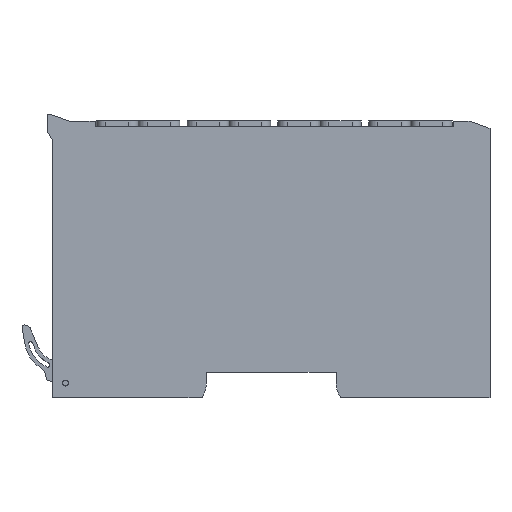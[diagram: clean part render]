
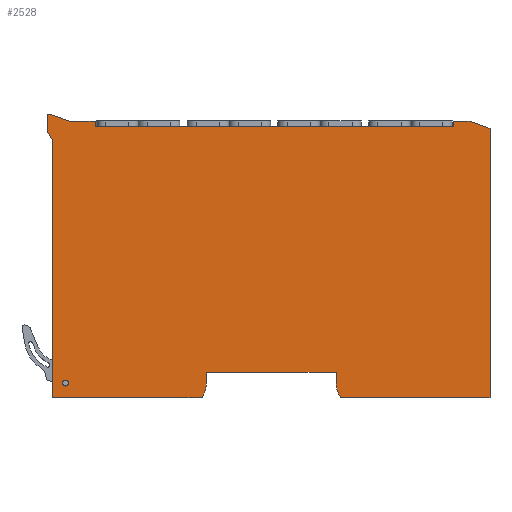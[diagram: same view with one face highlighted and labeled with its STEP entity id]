
A CAD part, left-side view. The second image highlights one B-rep face of the part: STEP entity #2528.
In plain terms, the highlighted planar face has unit normal (-1, 0, 0).
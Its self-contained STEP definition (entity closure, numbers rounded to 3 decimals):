
#61=AXIS2_PLACEMENT_3D('Circle Axis2P3D',#59,#60,$) ;
#86=AXIS2_PLACEMENT_3D('Circle Axis2P3D',#84,#85,$) ;
#379=AXIS2_PLACEMENT_3D('Circle Axis2P3D',#377,#378,$) ;
#443=AXIS2_PLACEMENT_3D('Circle Axis2P3D',#441,#442,$) ;
#644=AXIS2_PLACEMENT_3D('Circle Axis2P3D',#642,#643,$) ;
#772=AXIS2_PLACEMENT_3D('Circle Axis2P3D',#770,#771,$) ;
#2499=AXIS2_PLACEMENT_3D('Plane Axis2P3D',#2496,#2497,#2498) ;
#42=CARTESIAN_POINT('Vertex',(0.,115.2,4.)) ;
#56=CARTESIAN_POINT('Vertex',(0.,116.8,4.)) ;
#59=CARTESIAN_POINT('Axis2P3D Location',(0.,116.,4.)) ;
#84=CARTESIAN_POINT('Axis2P3D Location',(0.,116.,4.)) ;
#182=CARTESIAN_POINT('Vertex',(0.,10.,75.55)) ;
#196=CARTESIAN_POINT('Vertex',(0.,10.,74.05)) ;
#199=CARTESIAN_POINT('Line Origine',(0.,10.,74.8)) ;
#217=CARTESIAN_POINT('Line Origine',(0.,58.95,74.05)) ;
#221=CARTESIAN_POINT('Vertex',(0.,107.9,74.05)) ;
#253=CARTESIAN_POINT('Vertex',(0.,107.9,75.55)) ;
#258=CARTESIAN_POINT('Line Origine',(0.,107.9,74.8)) ;
#287=CARTESIAN_POINT('Vertex',(0.,114.91,75.55)) ;
#290=CARTESIAN_POINT('Line Origine',(0.,111.405,75.55)) ;
#313=CARTESIAN_POINT('Line Origine',(0.,117.52,76.5)) ;
#317=CARTESIAN_POINT('Vertex',(0.,120.13,77.45)) ;
#345=CARTESIAN_POINT('Line Origine',(0.,120.415,77.45)) ;
#349=CARTESIAN_POINT('Vertex',(0.,120.7,77.45)) ;
#377=CARTESIAN_POINT('Axis2P3D Location',(0.,120.7,77.15)) ;
#381=CARTESIAN_POINT('Vertex',(0.,121.,77.15)) ;
#409=CARTESIAN_POINT('Line Origine',(0.,121.,75.089)) ;
#413=CARTESIAN_POINT('Vertex',(0.,121.,73.028)) ;
#441=CARTESIAN_POINT('Axis2P3D Location',(0.,120.7,73.028)) ;
#445=CARTESIAN_POINT('Vertex',(0.,120.96,72.878)) ;
#473=CARTESIAN_POINT('Line Origine',(0.,120.23,71.614)) ;
#477=CARTESIAN_POINT('Vertex',(0.,119.5,70.35)) ;
#516=CARTESIAN_POINT('Vertex',(0.,119.5,0.)) ;
#519=CARTESIAN_POINT('Line Origine',(0.,119.5,35.175)) ;
#568=CARTESIAN_POINT('Vertex',(0.,78.69,0.)) ;
#571=CARTESIAN_POINT('Line Origine',(0.,99.095,0.)) ;
#639=CARTESIAN_POINT('Vertex',(0.,77.45,4.13)) ;
#642=CARTESIAN_POINT('Axis2P3D Location',(0.,84.95,4.13)) ;
#671=CARTESIAN_POINT('Vertex',(0.,77.45,7.)) ;
#674=CARTESIAN_POINT('Line Origine',(0.,77.45,5.565)) ;
#703=CARTESIAN_POINT('Vertex',(0.,42.05,7.)) ;
#706=CARTESIAN_POINT('Line Origine',(0.,59.75,7.)) ;
#735=CARTESIAN_POINT('Vertex',(0.,42.05,4.13)) ;
#738=CARTESIAN_POINT('Line Origine',(0.,42.05,5.565)) ;
#767=CARTESIAN_POINT('Vertex',(0.,40.81,0.)) ;
#770=CARTESIAN_POINT('Axis2P3D Location',(0.,34.55,4.13)) ;
#799=CARTESIAN_POINT('Vertex',(0.,0.,0.)) ;
#802=CARTESIAN_POINT('Line Origine',(0.,20.405,0.)) ;
#833=CARTESIAN_POINT('Vertex',(0.,0.,73.566)) ;
#836=CARTESIAN_POINT('Line Origine',(0.,0.,36.783)) ;
#927=CARTESIAN_POINT('Vertex',(0.,5.45,75.55)) ;
#930=CARTESIAN_POINT('Line Origine',(0.,2.725,74.558)) ;
#948=CARTESIAN_POINT('Line Origine',(0.,7.725,75.55)) ;
#2496=CARTESIAN_POINT('Axis2P3D Location',(0.,0.,75.55)) ;
#60=DIRECTION('Axis2P3D Direction',(-1.,-0.,0.)) ;
#85=DIRECTION('Axis2P3D Direction',(-1.,0.,0.)) ;
#200=DIRECTION('Vector Direction',(0.,0.,-1.)) ;
#218=DIRECTION('Vector Direction',(0.,1.,0.)) ;
#259=DIRECTION('Vector Direction',(0.,0.,1.)) ;
#291=DIRECTION('Vector Direction',(0.,1.,0.)) ;
#314=DIRECTION('Vector Direction',(0.,-0.94,-0.342)) ;
#346=DIRECTION('Vector Direction',(0.,-1.,0.)) ;
#378=DIRECTION('Axis2P3D Direction',(1.,-0.,0.)) ;
#410=DIRECTION('Vector Direction',(0.,0.,1.)) ;
#442=DIRECTION('Axis2P3D Direction',(1.,-0.,0.)) ;
#474=DIRECTION('Vector Direction',(0.,0.5,0.866)) ;
#520=DIRECTION('Vector Direction',(0.,0.,-1.)) ;
#572=DIRECTION('Vector Direction',(0.,1.,0.)) ;
#643=DIRECTION('Axis2P3D Direction',(-1.,-0.,0.)) ;
#675=DIRECTION('Vector Direction',(0.,0.,1.)) ;
#707=DIRECTION('Vector Direction',(0.,-1.,0.)) ;
#739=DIRECTION('Vector Direction',(0.,0.,-1.)) ;
#771=DIRECTION('Axis2P3D Direction',(-1.,0.,0.)) ;
#803=DIRECTION('Vector Direction',(0.,1.,0.)) ;
#837=DIRECTION('Vector Direction',(0.,0.,1.)) ;
#931=DIRECTION('Vector Direction',(0.,0.94,0.342)) ;
#949=DIRECTION('Vector Direction',(0.,1.,0.)) ;
#2497=DIRECTION('Axis2P3D Direction',(-1.,0.,0.)) ;
#2498=DIRECTION('Axis2P3D XDirection',(0.,0.,1.)) ;
#201=VECTOR('Line Direction',#200,1.) ;
#219=VECTOR('Line Direction',#218,1.) ;
#260=VECTOR('Line Direction',#259,1.) ;
#292=VECTOR('Line Direction',#291,1.) ;
#315=VECTOR('Line Direction',#314,1.) ;
#347=VECTOR('Line Direction',#346,1.) ;
#411=VECTOR('Line Direction',#410,1.) ;
#475=VECTOR('Line Direction',#474,1.) ;
#521=VECTOR('Line Direction',#520,1.) ;
#573=VECTOR('Line Direction',#572,1.) ;
#676=VECTOR('Line Direction',#675,1.) ;
#708=VECTOR('Line Direction',#707,1.) ;
#740=VECTOR('Line Direction',#739,1.) ;
#804=VECTOR('Line Direction',#803,1.) ;
#838=VECTOR('Line Direction',#837,1.) ;
#932=VECTOR('Line Direction',#931,1.) ;
#950=VECTOR('Line Direction',#949,1.) ;
#2502=ORIENTED_EDGE('',*,*,#203,.T.) ;
#2503=ORIENTED_EDGE('',*,*,#223,.T.) ;
#2504=ORIENTED_EDGE('',*,*,#262,.T.) ;
#2505=ORIENTED_EDGE('',*,*,#294,.T.) ;
#2506=ORIENTED_EDGE('',*,*,#319,.F.) ;
#2507=ORIENTED_EDGE('',*,*,#351,.F.) ;
#2508=ORIENTED_EDGE('',*,*,#383,.F.) ;
#2509=ORIENTED_EDGE('',*,*,#415,.F.) ;
#2510=ORIENTED_EDGE('',*,*,#447,.F.) ;
#2511=ORIENTED_EDGE('',*,*,#479,.F.) ;
#2512=ORIENTED_EDGE('',*,*,#523,.T.) ;
#2513=ORIENTED_EDGE('',*,*,#575,.F.) ;
#2514=ORIENTED_EDGE('',*,*,#646,.T.) ;
#2515=ORIENTED_EDGE('',*,*,#678,.T.) ;
#2516=ORIENTED_EDGE('',*,*,#710,.T.) ;
#2517=ORIENTED_EDGE('',*,*,#742,.T.) ;
#2518=ORIENTED_EDGE('',*,*,#774,.T.) ;
#2519=ORIENTED_EDGE('',*,*,#806,.F.) ;
#2520=ORIENTED_EDGE('',*,*,#840,.T.) ;
#2521=ORIENTED_EDGE('',*,*,#934,.T.) ;
#2522=ORIENTED_EDGE('',*,*,#952,.T.) ;
#2525=ORIENTED_EDGE('',*,*,#88,.T.) ;
#2526=ORIENTED_EDGE('',*,*,#63,.T.) ;
#2527=FACE_BOUND('',#2524,.T.) ;
#2528=ADVANCED_FACE('Brep With Voids',(#2523,#2527),#2500,.T.) ;
#62=CIRCLE('generated circle',#61,0.8) ;
#87=CIRCLE('generated circle',#86,0.8) ;
#380=CIRCLE('generated circle',#379,0.3) ;
#444=CIRCLE('generated circle',#443,0.3) ;
#645=CIRCLE('generated circle',#644,7.5) ;
#773=CIRCLE('generated circle',#772,7.5) ;
#63=EDGE_CURVE('',#43,#57,#62,.F.) ;
#88=EDGE_CURVE('',#57,#43,#87,.F.) ;
#203=EDGE_CURVE('',#183,#197,#202,.T.) ;
#223=EDGE_CURVE('',#197,#222,#220,.T.) ;
#262=EDGE_CURVE('',#222,#254,#261,.T.) ;
#294=EDGE_CURVE('',#254,#288,#293,.T.) ;
#319=EDGE_CURVE('',#318,#288,#316,.T.) ;
#351=EDGE_CURVE('',#350,#318,#348,.T.) ;
#383=EDGE_CURVE('',#382,#350,#380,.T.) ;
#415=EDGE_CURVE('',#414,#382,#412,.T.) ;
#447=EDGE_CURVE('',#446,#414,#444,.T.) ;
#479=EDGE_CURVE('',#478,#446,#476,.T.) ;
#523=EDGE_CURVE('',#478,#517,#522,.T.) ;
#575=EDGE_CURVE('',#569,#517,#574,.T.) ;
#646=EDGE_CURVE('',#569,#640,#645,.T.) ;
#678=EDGE_CURVE('',#640,#672,#677,.T.) ;
#710=EDGE_CURVE('',#672,#704,#709,.T.) ;
#742=EDGE_CURVE('',#704,#736,#741,.T.) ;
#774=EDGE_CURVE('',#736,#768,#773,.T.) ;
#806=EDGE_CURVE('',#800,#768,#805,.T.) ;
#840=EDGE_CURVE('',#800,#834,#839,.T.) ;
#934=EDGE_CURVE('',#834,#928,#933,.T.) ;
#952=EDGE_CURVE('',#928,#183,#951,.T.) ;
#2501=EDGE_LOOP('',(#2502,#2503,#2504,#2505,#2506,#2507,#2508,#2509,#2510,#2511,#2512,#2513,#2514,#2515,#2516,#2517,#2518,#2519,#2520,#2521,#2522)) ;
#2524=EDGE_LOOP('',(#2525,#2526)) ;
#2523=FACE_OUTER_BOUND('',#2501,.T.) ;
#202=LINE('Line',#199,#201) ;
#220=LINE('Line',#217,#219) ;
#261=LINE('Line',#258,#260) ;
#293=LINE('Line',#290,#292) ;
#316=LINE('Line',#313,#315) ;
#348=LINE('Line',#345,#347) ;
#412=LINE('Line',#409,#411) ;
#476=LINE('Line',#473,#475) ;
#522=LINE('Line',#519,#521) ;
#574=LINE('Line',#571,#573) ;
#677=LINE('Line',#674,#676) ;
#709=LINE('Line',#706,#708) ;
#741=LINE('Line',#738,#740) ;
#805=LINE('Line',#802,#804) ;
#839=LINE('Line',#836,#838) ;
#933=LINE('Line',#930,#932) ;
#951=LINE('Line',#948,#950) ;
#2500=PLANE('',#2499) ;
#43=VERTEX_POINT('',#42) ;
#57=VERTEX_POINT('',#56) ;
#183=VERTEX_POINT('',#182) ;
#197=VERTEX_POINT('',#196) ;
#222=VERTEX_POINT('',#221) ;
#254=VERTEX_POINT('',#253) ;
#288=VERTEX_POINT('',#287) ;
#318=VERTEX_POINT('',#317) ;
#350=VERTEX_POINT('',#349) ;
#382=VERTEX_POINT('',#381) ;
#414=VERTEX_POINT('',#413) ;
#446=VERTEX_POINT('',#445) ;
#478=VERTEX_POINT('',#477) ;
#517=VERTEX_POINT('',#516) ;
#569=VERTEX_POINT('',#568) ;
#640=VERTEX_POINT('',#639) ;
#672=VERTEX_POINT('',#671) ;
#704=VERTEX_POINT('',#703) ;
#736=VERTEX_POINT('',#735) ;
#768=VERTEX_POINT('',#767) ;
#800=VERTEX_POINT('',#799) ;
#834=VERTEX_POINT('',#833) ;
#928=VERTEX_POINT('',#927) ;
